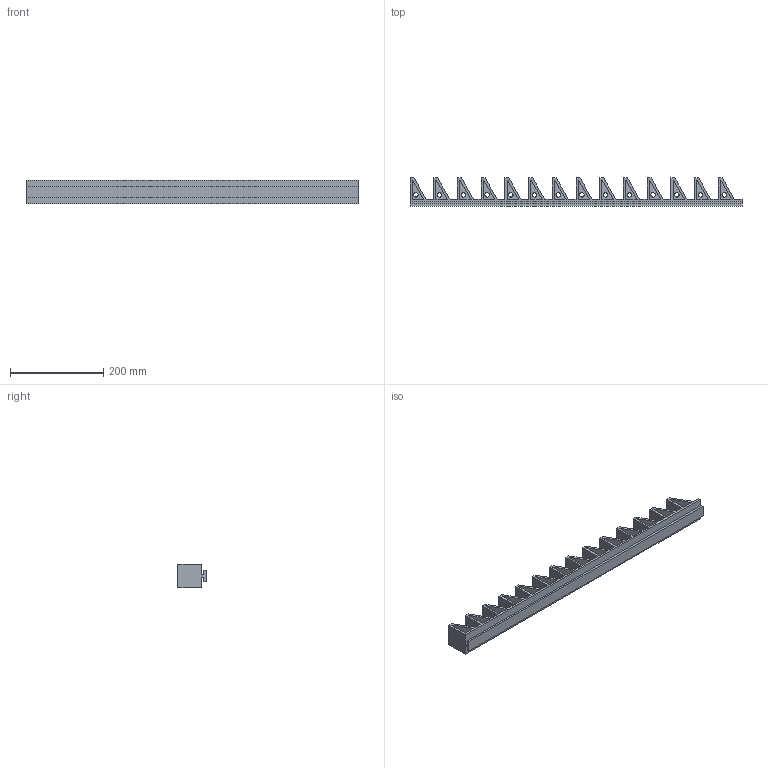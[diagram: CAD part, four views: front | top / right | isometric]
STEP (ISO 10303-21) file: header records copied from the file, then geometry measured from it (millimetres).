
FILE_DESCRIPTION((''),'2;1');
FILE_NAME('de_428_separator_dunnage.stp', '2008-03-31T09:52:13',('User'),('SDRC'),'I-DEAS Master Series 9','UNIX', 'Yes');
FILE_SCHEMA(('AUTOMOTIVE_DESIGN { 1 0 10303 214 1 1 1 1 }'));
Length unit declared in the file: inch
Products named in the file (1): DE-428 8462
Bounding box: 711.2 x 60.64 x 50.8 mm (x, y, z)
Volume: 650071.6 mm3; surface area: 272419 mm2
Topology: 1 solids, 1 shells, 222 faces, 576 edges, 384 vertices
Faces by surface type: bspline 222
Entity records: 6399 total; most frequent: CARTESIAN_POINT 2705, ORIENTED_EDGE 1152, EDGE_CURVE 576, B_SPLINE_CURVE_WITH_KNOTS 418, VERTEX_POINT 384, EDGE_LOOP 278, FACE_OUTER_BOUND 222, ADVANCED_FACE 222
